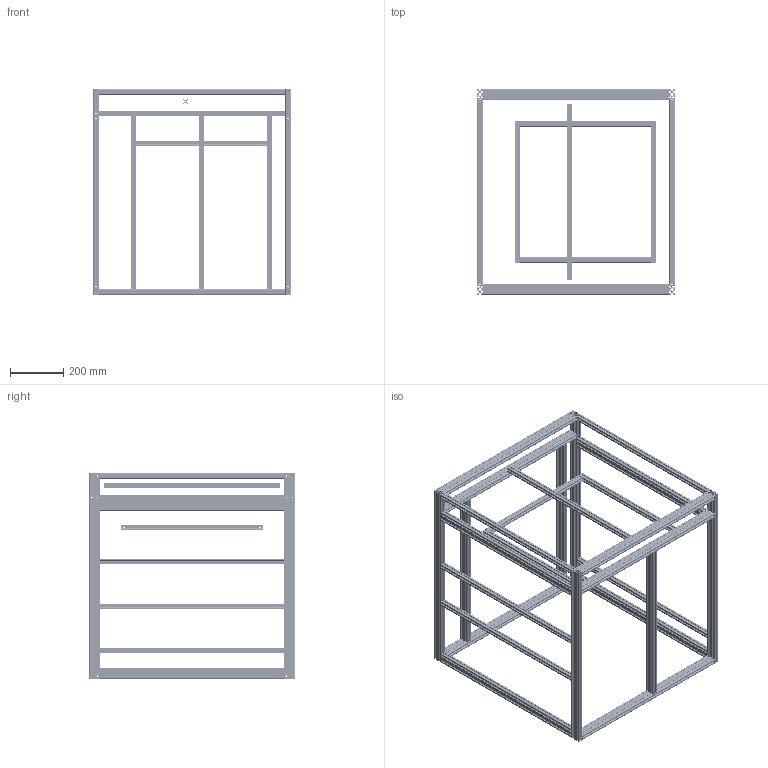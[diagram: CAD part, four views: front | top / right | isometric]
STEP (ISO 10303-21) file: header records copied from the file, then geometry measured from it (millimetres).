
FILE_DESCRIPTION(/* description */ (''),/* implementation_level */ '2;1');
FILE_NAME(/* name */ 'Blackstone Cube Assembly_Frame Extrusions v7.step',/* time_stamp */ '2023-11-12T13:27:00-07:00',/* author */ (''),/* organization */ (''),/* preprocessor_version */ 'ST-DEVELOPER v20',/* originating_system */ 'Autodesk Translation Framework v12.14.0.127',/* authorisation */ '');
FILE_SCHEMA (('AUTOMOTIVE_DESIGN { 1 0 10303 214 3 1 1 }'));
Products named in the file (28): Blackstone Cube Assembly_Frame Extrusions; Back Top; Z Bed Left; Y Left; Z Right 2; Back Mid; Back Right; Bottom Front; Front Right; X Beam; Z Left; Top Right; Bottom Right; Top Left; Back Bottom; Back Left; Front Left; Z Bed Front; Front Mid; Back 2020 2; Bottom Left; Front Mid 2020; Z Bed Back; Y Right; Front Top; Z Right 1; Back 2020 1; Z Bed Right
Assembly tree (27 placements, depth 2):
  Blackstone Cube Assembly_Frame Extrusions
    Back Top
    Z Bed Left
    Y Left
    Z Right 2
    Back Mid
    Back Right
    Bottom Front
    Front Right
    X Beam
    Z Left
    Top Right
    Bottom Right
    Top Left
    Back Bottom
    Back Left
    Front Left
    Z Bed Front
    Front Mid
    Back 2020 2
    Bottom Left
    Front Mid 2020
    Z Bed Back
    Y Right
    Front Top
    Z Right 1
    Back 2020 1
    Z Bed Right
Bounding box: 740 x 770.05 x 770 mm (x, y, z)
Volume: 4415928.5 mm3; surface area: 4774437.5 mm2
Topology: 27 solids, 27 shells, 5869 faces, 17791 edges, 11872 vertices
Faces by surface type: cylinder 3413, plane 2288, bspline 168
Full cylindrical faces by diameter (mm): 5 x58, 5.035 x623, 6 x121, 6.147 x333
Entity records: 361660 total; most frequent: CARTESIAN_POINT 211524, ORIENTED_EDGE 35582, DIRECTION 24849, EDGE_CURVE 17791, VERTEX_POINT 11872, LINE 9781, VECTOR 9781, AXIS2_PLACEMENT_3D 7534
